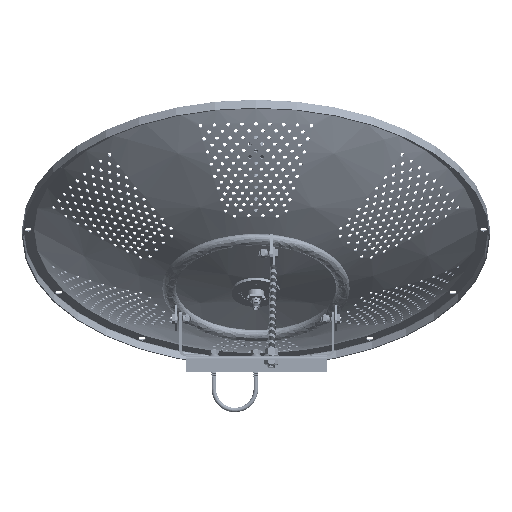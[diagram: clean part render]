
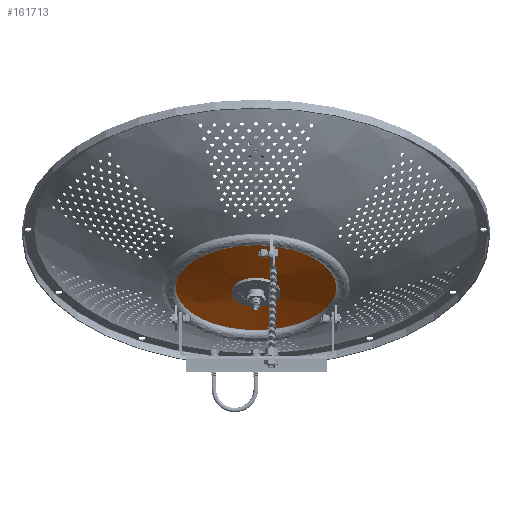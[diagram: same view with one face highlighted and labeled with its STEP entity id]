
A CAD part, front view. The second image highlights one B-rep face of the part: STEP entity #161713.
In plain terms, the highlighted spherical face has radius 744.693 mm.
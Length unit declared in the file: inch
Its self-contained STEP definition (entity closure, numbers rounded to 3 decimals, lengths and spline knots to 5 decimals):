
#3661 = CIRCLE ( 'NONE', #59985, 1.942 ) ;
#3818 = FACE_OUTER_BOUND ( 'NONE', #91551, .T. ) ;
#13580 = DIRECTION ( 'NONE',  ( 0., 0., 1. ) ) ;
#22880 = AXIS2_PLACEMENT_3D ( 'NONE', #158346, #13580, #115527 ) ;
#33169 = CARTESIAN_POINT ( 'NONE',  ( 0., 5.9974, 0. ) ) ;
#47743 = CARTESIAN_POINT ( 'NONE',  ( 0., 5.29147, 0. ) ) ;
#47823 = DIRECTION ( 'NONE',  ( 0., 0., -1. ) ) ;
#51232 = VERTEX_POINT ( 'NONE', #52270 ) ;
#52270 = CARTESIAN_POINT ( 'NONE',  ( 0., 5.29147, -6.67654 ) ) ;
#59555 = EDGE_LOOP ( 'NONE', ( #79411 ) ) ;
#59985 = AXIS2_PLACEMENT_3D ( 'NONE', #33169, #135128, #47823 ) ;
#62378 = DIRECTION ( 'NONE',  ( 0., 0., -1. ) ) ;
#79411 = ORIENTED_EDGE ( 'NONE', *, *, #120465, .F. ) ;
#91551 = EDGE_LOOP ( 'NONE', ( #129971 ) ) ;
#104399 = VERTEX_POINT ( 'NONE', #165781 ) ;
#115527 = DIRECTION ( 'NONE',  ( 1., 0., 0. ) ) ;
#115545 = FACE_OUTER_BOUND ( 'NONE', #59555, .T. ) ;
#116015 = CIRCLE ( 'NONE', #157184, 6.67654 ) ;
#120465 = EDGE_CURVE ( 'NONE', #51232, #51232, #116015, .T. ) ;
#129971 = ORIENTED_EDGE ( 'NONE', *, *, #184402, .T. ) ;
#135128 = DIRECTION ( 'NONE',  ( 0., -1., 0. ) ) ;
#149752 = DIRECTION ( 'NONE',  ( 0., -1., 0. ) ) ;
#157184 = AXIS2_PLACEMENT_3D ( 'NONE', #47743, #149752, #62378 ) ;
#158346 = CARTESIAN_POINT ( 'NONE',  ( 0., -23.25684, 0. ) ) ;
#161713 = ADVANCED_FACE ( 'NONE', ( #3818, #115545 ), #174864, .T. ) ;
#165781 = CARTESIAN_POINT ( 'NONE',  ( 0., 5.9974, -1.942 ) ) ;
#174864 = SPHERICAL_SURFACE ( 'NONE', #22880, 29.31863 ) ;
#184402 = EDGE_CURVE ( 'NONE', #104399, #104399, #3661, .T. ) ;
